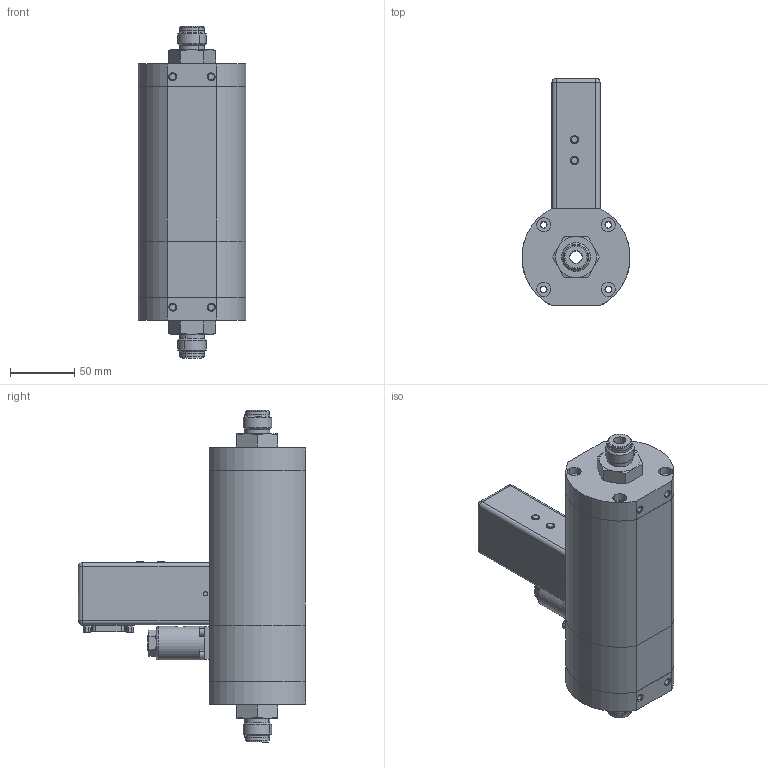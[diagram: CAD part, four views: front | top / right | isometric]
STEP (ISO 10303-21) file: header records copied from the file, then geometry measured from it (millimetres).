
FILE_DESCRIPTION (( 'STEP AP203' ), '1' );
FILE_NAME ('5853-EA-2-B-1N.STEP', '2018-02-21T18:17:35', ( 'mrutkowski' ), ( 'Hewlett-Packard Company' ), 'SwSTEP 2.0', 'SolidWorks 2017', '' );
FILE_SCHEMA (( 'CONFIG_CONTROL_DESIGN' ));
Length unit declared in the file: inch
Products named in the file (1): 5853-EA-2-B-1N
Bounding box: 83.7 x 176.32 x 257.73 mm (x, y, z)
Surface area: 118267.7 mm2 (no closed solid volume)
Topology: 0 solids, 24 shells, 342 faces, 1010 edges, 715 vertices
Faces by surface type: plane 139, cylinder 138, cone 51, bspline 14
Entity records: 12512 total; most frequent: CARTESIAN_POINT 3225, DIRECTION 1990, ORIENTED_EDGE 1696, EDGE_CURVE 1007, AXIS2_PLACEMENT_3D 774, VERTEX_POINT 715, EDGE_LOOP 445, CIRCLE 445
